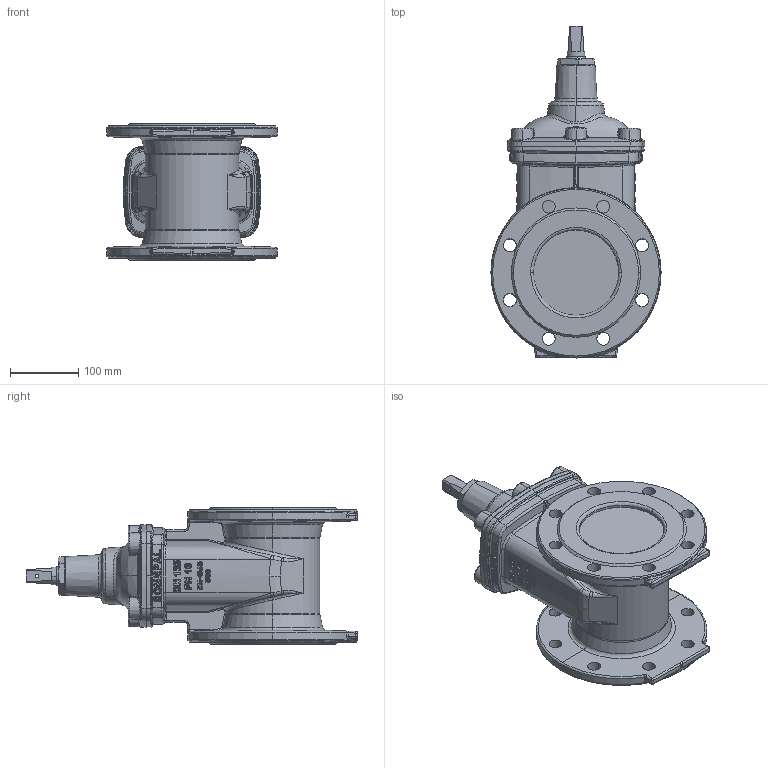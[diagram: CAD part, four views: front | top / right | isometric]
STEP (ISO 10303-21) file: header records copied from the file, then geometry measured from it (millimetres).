
FILE_DESCRIPTION (( 'STEP AP214' ), '1' );
FILE_NAME ('VCE FL S14 DN125 MOD3000.STEP', '2014-09-29T14:35:35', ( '' ), ( '' ), 'SwSTEP 2.0', 'SolidWorks 2014', '' );
FILE_SCHEMA (( 'AUTOMOTIVE_DESIGN' ));
Products named in the file (1): VCE FL S14 DN125 MOD3000
Bounding box: 250 x 487.4 x 200 mm (x, y, z)
Volume: 7570363.2 mm3; surface area: 421226.9 mm2
Topology: 1 solids, 1 shells, 1717 faces, 4485 edges, 2838 vertices
Faces by surface type: bspline 1216, plane 229, cylinder 174, cone 94, torus 4
Entity records: 163312 total; most frequent: CARTESIAN_POINT 131671, ORIENTED_EDGE 8910, EDGE_CURVE 4455, B_SPLINE_CURVE_WITH_KNOTS 3136, VERTEX_POINT 2838, DIRECTION 2673, EDGE_LOOP 1851, ADVANCED_FACE 1717
